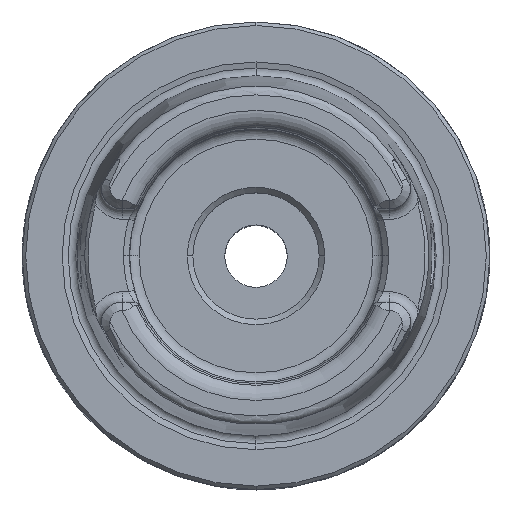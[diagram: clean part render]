
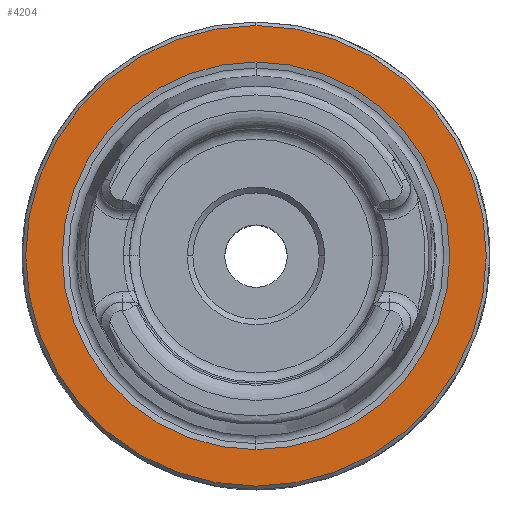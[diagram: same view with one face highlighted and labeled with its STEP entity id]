
A CAD part, top view. The second image highlights one B-rep face of the part: STEP entity #4204.
In plain terms, the highlighted planar face has unit normal (0, 0, 1).
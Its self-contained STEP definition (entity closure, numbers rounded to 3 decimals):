
#1692=EDGE_CURVE('NONE',#2584,#2030,#4592,.T.);
#2030=VERTEX_POINT('NONE',#4964);
#2220=VERTEX_POINT('NONE',#5171);
#2584=VERTEX_POINT('NONE',#5573);
#2974=VERTEX_POINT('NONE',#6007);
#3130=EDGE_CURVE('NONE',#2220,#2974,#6184,.T.);
#3414=EDGE_CURVE('NONE',#2030,#2584,#6492,.T.);
#3450=EDGE_CURVE('NONE',#2974,#2220,#6531,.F.);
#4204=ADVANCED_FACE('NONE',(#7362,#7363),#7364,.F.);
#4592=CIRCLE('',#8176,30.995);
#4964=CARTESIAN_POINT('',(0.,-30.995,0.));
#5171=CARTESIAN_POINT('',(0.,-26.09,0.));
#5573=CARTESIAN_POINT('',(0.,30.995,0.));
#6007=CARTESIAN_POINT('',(0.0,26.09,0.));
#6184=CIRCLE('',#12433,26.09);
#6492=CIRCLE('',#13282,30.995);
#6531=CIRCLE('',#13343,26.09);
#7362=FACE_OUTER_BOUND('',#15659,.T.);
#7363=FACE_BOUND('',#15660,.T.);
#7364=PLANE('',#15661);
#8176=AXIS2_PLACEMENT_3D('',#16344,#16345,#16346);
#12433=AXIS2_PLACEMENT_3D('',#18093,#18094,#18095);
#13282=AXIS2_PLACEMENT_3D('',#18438,#18439,#18440);
#13343=AXIS2_PLACEMENT_3D('',#18479,#18480,#18481);
#15659=EDGE_LOOP('',(#19424,#19425));
#15660=EDGE_LOOP('',(#19426,#19427));
#15661=AXIS2_PLACEMENT_3D('',#19428,#19429,#19430);
#16344=CARTESIAN_POINT('',(0.0,0.,0.));
#16345=DIRECTION('',(0.0,0.0,1.0));
#16346=DIRECTION('',(0.0,-1.0,0.0));
#18093=CARTESIAN_POINT('',(0.0,0.,0.));
#18094=DIRECTION('',(0.0,0.0,1.0));
#18095=DIRECTION('',(0.0,1.0,-0.0));
#18438=CARTESIAN_POINT('',(0.0,0.,0.));
#18439=DIRECTION('',(0.0,0.0,1.0));
#18440=DIRECTION('',(0.0,-1.0,0.0));
#18479=CARTESIAN_POINT('',(0.0,0.,0.));
#18480=DIRECTION('',(0.0,0.0,-1.0));
#18481=DIRECTION('',(0.0,1.0,0.0));
#19424=ORIENTED_EDGE('',*,*,#3414,.T.);
#19425=ORIENTED_EDGE('',*,*,#1692,.T.);
#19426=ORIENTED_EDGE('',*,*,#3450,.F.);
#19427=ORIENTED_EDGE('',*,*,#3130,.F.);
#19428=CARTESIAN_POINT('',(0.0,-24.796,0.));
#19429=DIRECTION('',(0.0,0.0,-1.0));
#19430=DIRECTION('',(0.0,-1.0,0.0));
